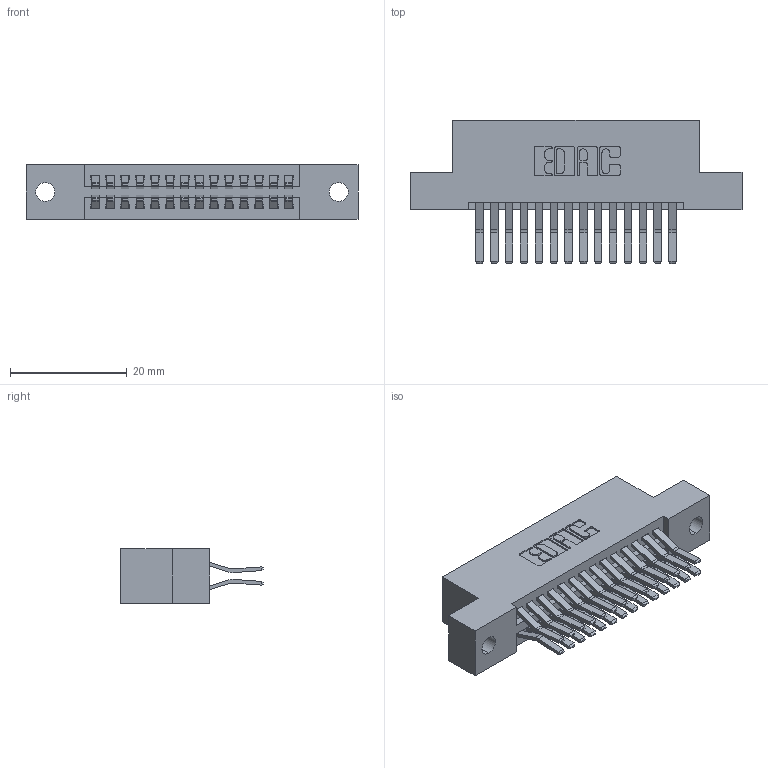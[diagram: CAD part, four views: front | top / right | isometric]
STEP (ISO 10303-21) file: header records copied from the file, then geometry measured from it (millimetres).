
FILE_DESCRIPTION (( 'STEP AP203' ), '1' );
FILE_NAME ('395-028-560-202.STEP', '2019-10-16T20:35:06', ( '' ), ( '' ), 'SwSTEP 2.0', 'SolidWorks 2016', '' );
FILE_SCHEMA (( 'CONFIG_CONTROL_DESIGN' ));
Length unit declared in the file: inch
Products named in the file (3): 345 Part_Flush Mounting Lugs - 0.128 Dia; 345-292-001_560 Tail; 395-028-560-202
Assembly tree (29 placements, depth 2):
  395-028-560-202
    345 Part_Flush Mounting Lugs - 0.128 Dia
    345-292-001_560 Tail  x28
Bounding box: 56.77 x 24.45 x 9.4 mm (x, y, z)
Volume: 5401.5 mm3; surface area: 7641.4 mm2
Topology: 29 solids, 29 shells, 1582 faces, 4681 edges, 3082 vertices
Faces by surface type: plane 1004, cylinder 578
Entity records: 14845 total; most frequent: CARTESIAN_POINT 2516, ORIENTED_EDGE 2450, DIRECTION 2257, EDGE_CURVE 1225, VECTOR 1033, LINE 1033, VERTEX_POINT 814, AXIS2_PLACEMENT_3D 612
